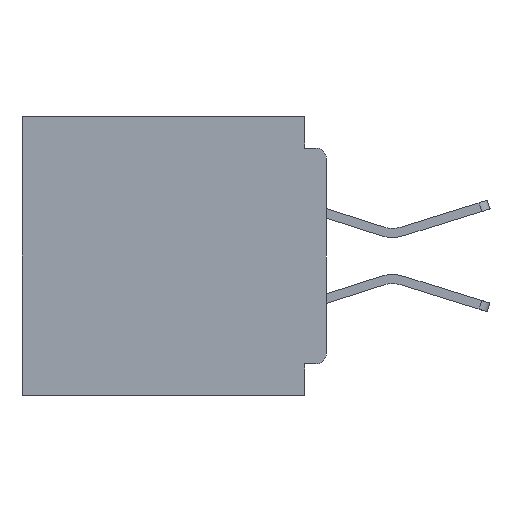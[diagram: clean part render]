
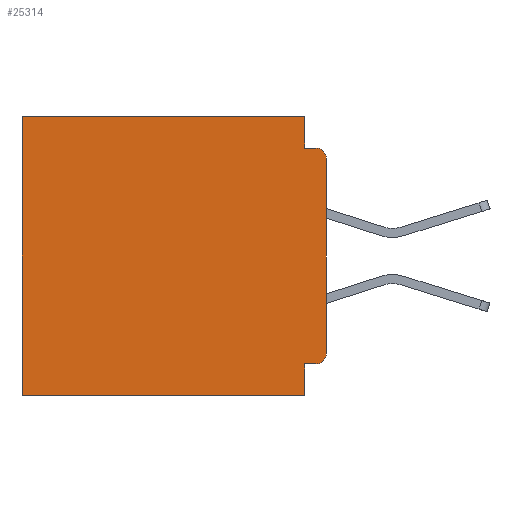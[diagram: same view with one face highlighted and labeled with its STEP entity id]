
A CAD part, left-side view. The second image highlights one B-rep face of the part: STEP entity #25314.
In plain terms, the highlighted planar face has unit normal (-1, 0, 0).
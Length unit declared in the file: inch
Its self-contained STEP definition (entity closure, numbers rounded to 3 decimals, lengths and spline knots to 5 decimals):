
#1237 = VERTEX_POINT ( 'NONE', #6959 ) ;
#1602 = VECTOR ( 'NONE', #23564, 39.37008 ) ;
#2610 = CARTESIAN_POINT ( 'NONE',  ( 0.3, 0., -0.4 ) ) ;
#2621 = CIRCLE ( 'NONE', #23663, 0.015 ) ;
#2775 = VECTOR ( 'NONE', #39830, 39.37008 ) ;
#4083 = VERTEX_POINT ( 'NONE', #39591 ) ;
#5659 = CARTESIAN_POINT ( 'NONE',  ( 0.3, 0.015, -0.34 ) ) ;
#5911 = DIRECTION ( 'NONE',  ( 1., 0., 0. ) ) ;
#5957 = CARTESIAN_POINT ( 'NONE',  ( 0.3, 0., -0.355 ) ) ;
#6240 = CARTESIAN_POINT ( 'NONE',  ( 0.3, 0.437, -0.4 ) ) ;
#6959 = CARTESIAN_POINT ( 'NONE',  ( 0.3, 0.031, -0.355 ) ) ;
#7378 = CARTESIAN_POINT ( 'NONE',  ( 0.3, 0., -0.045 ) ) ;
#7551 = LINE ( 'NONE', #30146, #40979 ) ;
#7786 = ORIENTED_EDGE ( 'NONE', *, *, #25185, .F. ) ;
#7799 = VERTEX_POINT ( 'NONE', #38050 ) ;
#8110 = EDGE_CURVE ( 'NONE', #30220, #7799, #7551, .T. ) ;
#8966 = DIRECTION ( 'NONE',  ( 0., 0., -1. ) ) ;
#9584 = VERTEX_POINT ( 'NONE', #41787 ) ;
#9805 = EDGE_CURVE ( 'NONE', #7799, #25190, #20161, .T. ) ;
#10461 = CARTESIAN_POINT ( 'NONE',  ( 0.3, 0., -0.4 ) ) ;
#10524 = CARTESIAN_POINT ( 'NONE',  ( 0.3, 0.437, 0. ) ) ;
#11505 = ORIENTED_EDGE ( 'NONE', *, *, #13431, .F. ) ;
#11855 = VECTOR ( 'NONE', #35612, 39.37008 ) ;
#12314 = PLANE ( 'NONE',  #41975 ) ;
#12864 = LINE ( 'NONE', #38701, #11855 ) ;
#12946 = VERTEX_POINT ( 'NONE', #10524 ) ;
#13431 = EDGE_CURVE ( 'NONE', #1237, #40067, #12864, .T. ) ;
#14326 = ORIENTED_EDGE ( 'NONE', *, *, #8110, .F. ) ;
#14893 = DIRECTION ( 'NONE',  ( 0., 0., -1. ) ) ;
#15016 = ORIENTED_EDGE ( 'NONE', *, *, #39614, .T. ) ;
#15890 = ORIENTED_EDGE ( 'NONE', *, *, #37079, .T. ) ;
#15998 = DIRECTION ( 'NONE',  ( 0., 1., 0. ) ) ;
#16578 = VECTOR ( 'NONE', #15998, 39.37008 ) ;
#16833 = VECTOR ( 'NONE', #35024, 39.37008 ) ;
#16993 = CARTESIAN_POINT ( 'NONE',  ( 0.3, 0.015, -0.06 ) ) ;
#17469 = FACE_OUTER_BOUND ( 'NONE', #26287, .T. ) ;
#18521 = CARTESIAN_POINT ( 'NONE',  ( 0.3, 0.031, 0. ) ) ;
#18899 = CARTESIAN_POINT ( 'NONE',  ( 0.3, 0.437, -0.4 ) ) ;
#19046 = ORIENTED_EDGE ( 'NONE', *, *, #33540, .T. ) ;
#19971 = VECTOR ( 'NONE', #31990, 39.37008 ) ;
#20161 = LINE ( 'NONE', #7378, #2775 ) ;
#20316 = DIRECTION ( 'NONE',  ( 0., 0., -1. ) ) ;
#23564 = DIRECTION ( 'NONE',  ( 0., 1., 0. ) ) ;
#23663 = AXIS2_PLACEMENT_3D ( 'NONE', #16993, #39642, #20316 ) ;
#23754 = DIRECTION ( 'NONE',  ( 0., 0., -1. ) ) ;
#24739 = CIRCLE ( 'NONE', #38387, 0.015 ) ;
#25185 = EDGE_CURVE ( 'NONE', #34601, #9584, #31221, .T. ) ;
#25190 = VERTEX_POINT ( 'NONE', #31261 ) ;
#25314 = ADVANCED_FACE ( 'NONE', ( #17469 ), #12314, .F. ) ;
#26287 = EDGE_LOOP ( 'NONE', ( #7786, #36147, #30018, #14326, #19046, #15890, #36522, #11505, #30713, #15016 ) ) ;
#27616 = LINE ( 'NONE', #10461, #1602 ) ;
#28299 = CARTESIAN_POINT ( 'NONE',  ( 0.3, 0., -0.06 ) ) ;
#28433 = DIRECTION ( 'NONE',  ( -1., 0., 0. ) ) ;
#28685 = DIRECTION ( 'NONE',  ( 0., 0., -1. ) ) ;
#30018 = ORIENTED_EDGE ( 'NONE', *, *, #9805, .F. ) ;
#30146 = CARTESIAN_POINT ( 'NONE',  ( 0.3, 0.031, 0. ) ) ;
#30220 = VERTEX_POINT ( 'NONE', #18521 ) ;
#30713 = ORIENTED_EDGE ( 'NONE', *, *, #41659, .F. ) ;
#31221 = LINE ( 'NONE', #37587, #38758 ) ;
#31261 = CARTESIAN_POINT ( 'NONE',  ( 0.3, 0.015, -0.045 ) ) ;
#31990 = DIRECTION ( 'NONE',  ( 0., 1., 0. ) ) ;
#33540 = EDGE_CURVE ( 'NONE', #30220, #12946, #33857, .T. ) ;
#33857 = LINE ( 'NONE', #38663, #16578 ) ;
#34115 = LINE ( 'NONE', #18899, #16833 ) ;
#34601 = VERTEX_POINT ( 'NONE', #28299 ) ;
#35024 = DIRECTION ( 'NONE',  ( 0., 0., -1. ) ) ;
#35449 = EDGE_CURVE ( 'NONE', #34601, #25190, #2621, .T. ) ;
#35468 = EDGE_CURVE ( 'NONE', #40067, #36568, #27616, .T. ) ;
#35612 = DIRECTION ( 'NONE',  ( 0., 0., -1. ) ) ;
#36147 = ORIENTED_EDGE ( 'NONE', *, *, #35449, .T. ) ;
#36522 = ORIENTED_EDGE ( 'NONE', *, *, #35468, .F. ) ;
#36568 = VERTEX_POINT ( 'NONE', #6240 ) ;
#37079 = EDGE_CURVE ( 'NONE', #12946, #36568, #34115, .T. ) ;
#37587 = CARTESIAN_POINT ( 'NONE',  ( 0.3, 0., -0.4 ) ) ;
#37730 = CARTESIAN_POINT ( 'NONE',  ( 0.3, 0.031, -0.4 ) ) ;
#38050 = CARTESIAN_POINT ( 'NONE',  ( 0.3, 0.031, -0.045 ) ) ;
#38198 = LINE ( 'NONE', #5957, #19971 ) ;
#38387 = AXIS2_PLACEMENT_3D ( 'NONE', #5659, #28433, #8966 ) ;
#38663 = CARTESIAN_POINT ( 'NONE',  ( 0.3, 0., 0. ) ) ;
#38701 = CARTESIAN_POINT ( 'NONE',  ( 0.3, 0.031, -0.4 ) ) ;
#38758 = VECTOR ( 'NONE', #14893, 39.37008 ) ;
#39591 = CARTESIAN_POINT ( 'NONE',  ( 0.3, 0.015, -0.355 ) ) ;
#39614 = EDGE_CURVE ( 'NONE', #4083, #9584, #24739, .T. ) ;
#39642 = DIRECTION ( 'NONE',  ( -1., 0., 0. ) ) ;
#39830 = DIRECTION ( 'NONE',  ( 0., -1., 0. ) ) ;
#40067 = VERTEX_POINT ( 'NONE', #37730 ) ;
#40979 = VECTOR ( 'NONE', #23754, 39.37008 ) ;
#41659 = EDGE_CURVE ( 'NONE', #4083, #1237, #38198, .T. ) ;
#41787 = CARTESIAN_POINT ( 'NONE',  ( 0.3, 0., -0.34 ) ) ;
#41975 = AXIS2_PLACEMENT_3D ( 'NONE', #2610, #5911, #28685 ) ;
